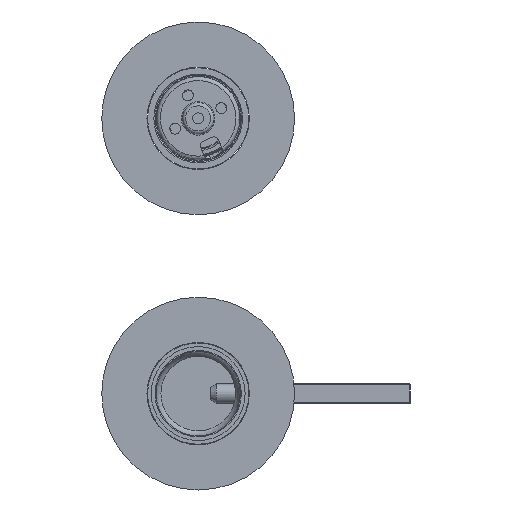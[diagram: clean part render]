
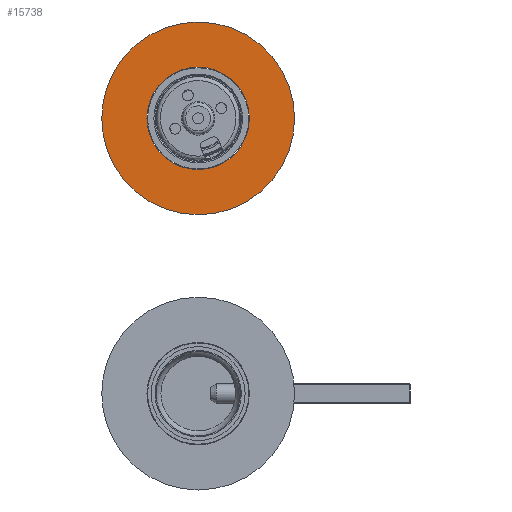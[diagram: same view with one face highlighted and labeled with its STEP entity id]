
A CAD part, left-side view. The second image highlights one B-rep face of the part: STEP entity #15738.
In plain terms, the highlighted planar face has unit normal (-1, 0, 0).
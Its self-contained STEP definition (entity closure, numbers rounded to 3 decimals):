
#2856 = DIRECTION ( 'NONE',  ( 0., 0., -1. ) ) ;
#5905 = EDGE_LOOP ( 'NONE', ( #75223 ) ) ;
#8243 = AXIS2_PLACEMENT_3D ( 'NONE', #27961, #10570, #2856 ) ;
#10570 = DIRECTION ( 'NONE',  ( 1., 0., 0. ) ) ;
#13219 = DIRECTION ( 'NONE',  ( 0., 0., 1. ) ) ;
#14180 = FACE_BOUND ( 'NONE', #5905, .T. ) ;
#15738 = ADVANCED_FACE ( 'NONE', ( #14180, #37768 ), #70046, .T. ) ;
#22065 = AXIS2_PLACEMENT_3D ( 'NONE', #69526, #22386, #70567 ) ;
#22386 = DIRECTION ( 'NONE',  ( -1., 0., 0. ) ) ;
#25375 = EDGE_CURVE ( 'NONE', #99062, #99062, #98065, .T. ) ;
#27961 = CARTESIAN_POINT ( 'NONE',  ( 48., 0., 114.24 ) ) ;
#32814 = CARTESIAN_POINT ( 'NONE',  ( 48., 0., 92.99 ) ) ;
#37768 = FACE_OUTER_BOUND ( 'NONE', #50465, .T. ) ;
#39985 = VERTEX_POINT ( 'NONE', #32814 ) ;
#43907 = ORIENTED_EDGE ( 'NONE', *, *, #25375, .T. ) ;
#50465 = EDGE_LOOP ( 'NONE', ( #43907 ) ) ;
#52344 = CARTESIAN_POINT ( 'NONE',  ( 48., 0., 154.24 ) ) ;
#66536 = DIRECTION ( 'NONE',  ( -1., 0., 0. ) ) ;
#67090 = EDGE_CURVE ( 'NONE', #39985, #39985, #96701, .T. ) ;
#69526 = CARTESIAN_POINT ( 'NONE',  ( 48., 0., 114.24 ) ) ;
#70046 = PLANE ( 'NONE',  #22065 ) ;
#70181 = AXIS2_PLACEMENT_3D ( 'NONE', #82447, #66536, #13219 ) ;
#70567 = DIRECTION ( 'NONE',  ( 0., 0., 1. ) ) ;
#75223 = ORIENTED_EDGE ( 'NONE', *, *, #67090, .T. ) ;
#82447 = CARTESIAN_POINT ( 'NONE',  ( 48., 0., 114.24 ) ) ;
#96701 = CIRCLE ( 'NONE', #8243, 21.25 ) ;
#98065 = CIRCLE ( 'NONE', #70181, 40. ) ;
#99062 = VERTEX_POINT ( 'NONE', #52344 ) ;
